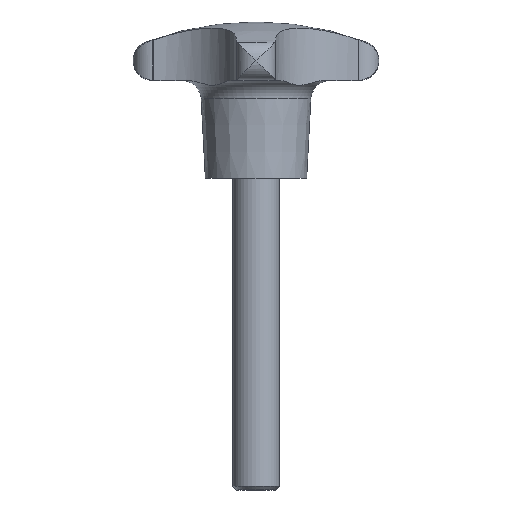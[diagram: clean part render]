
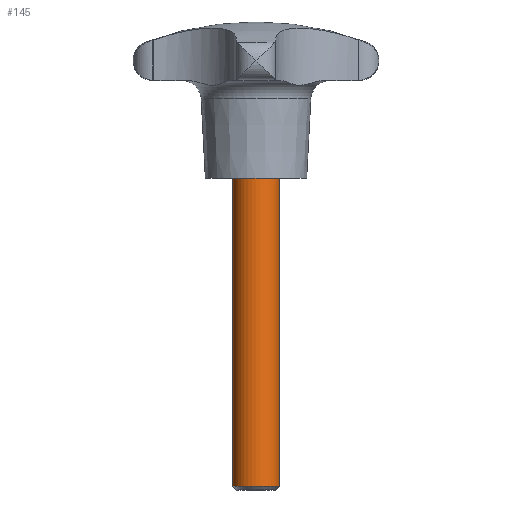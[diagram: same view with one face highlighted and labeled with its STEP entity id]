
A CAD part, front view. The second image highlights one B-rep face of the part: STEP entity #145.
In plain terms, the highlighted cylindrical face has radius 6 mm (diameter 12 mm), a partial arc.
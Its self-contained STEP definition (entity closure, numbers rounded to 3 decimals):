
#145=ADVANCED_FACE('',(#286),#287,.T.);
#286=FACE_OUTER_BOUND('',#421,.T.);
#287=CYLINDRICAL_SURFACE('',#422,6.);
#421=EDGE_LOOP('',(#805,#806,#807,#808));
#422=AXIS2_PLACEMENT_3D('',#809,#810,#811);
#805=ORIENTED_EDGE('',*,*,#836,.T.);
#806=ORIENTED_EDGE('',*,*,#982,.F.);
#807=ORIENTED_EDGE('',*,*,#838,.T.);
#808=ORIENTED_EDGE('',*,*,#980,.T.);
#809=CARTESIAN_POINT('',(0.,0.,-1.));
#810=DIRECTION('',(0.0,0.0,1.0));
#811=DIRECTION('',(1.0,0.,0.0));
#836=EDGE_CURVE('',#998,#999,#1000,.T.);
#838=EDGE_CURVE('',#1003,#1001,#1004,.T.);
#980=EDGE_CURVE('',#1001,#998,#1212,.T.);
#982=EDGE_CURVE('',#1003,#999,#1214,.T.);
#998=VERTEX_POINT('',#1259);
#999=VERTEX_POINT('',#1260);
#1000=LINE('',#1261,#1262);
#1001=VERTEX_POINT('',#1263);
#1003=VERTEX_POINT('',#1265);
#1004=LINE('',#1266,#1267);
#1212=CIRCLE('',#1944,6.);
#1214=CIRCLE('',#1946,6.);
#1259=CARTESIAN_POINT('',(6.0,0.,-79.1));
#1260=CARTESIAN_POINT('',(6.0,0.,0.));
#1261=CARTESIAN_POINT('',(6.0,0.,-1.));
#1262=VECTOR('',#1956,1.0);
#1263=CARTESIAN_POINT('',(-6.,0.,-79.1));
#1265=CARTESIAN_POINT('',(-6.,0.,0.));
#1266=CARTESIAN_POINT('',(-6.,0.,-1.));
#1267=VECTOR('',#1960,1.0);
#1944=AXIS2_PLACEMENT_3D('',#2102,#2103,#2104);
#1946=AXIS2_PLACEMENT_3D('',#2105,#2106,#2107);
#1956=DIRECTION('',(0.0,0.0,1.0));
#1960=DIRECTION('',(-0.0,-0.0,-1.0));
#2102=CARTESIAN_POINT('',(0.,0.,-79.1));
#2103=DIRECTION('',(0.0,0.0,1.0));
#2104=DIRECTION('',(1.0,0.,0.0));
#2105=CARTESIAN_POINT('',(0.,0.,0.));
#2106=DIRECTION('',(0.0,0.0,1.0));
#2107=DIRECTION('',(1.0,0.,0.0));
